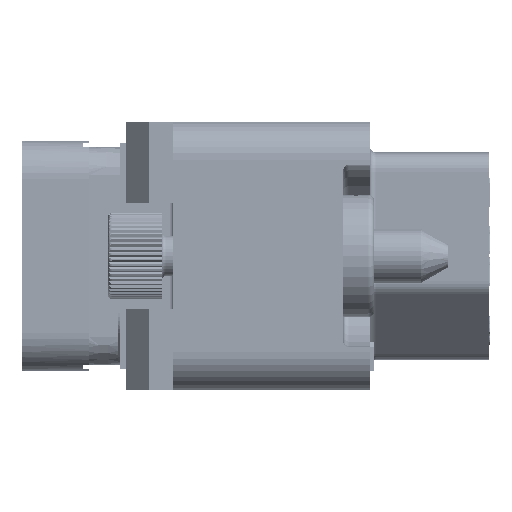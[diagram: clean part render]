
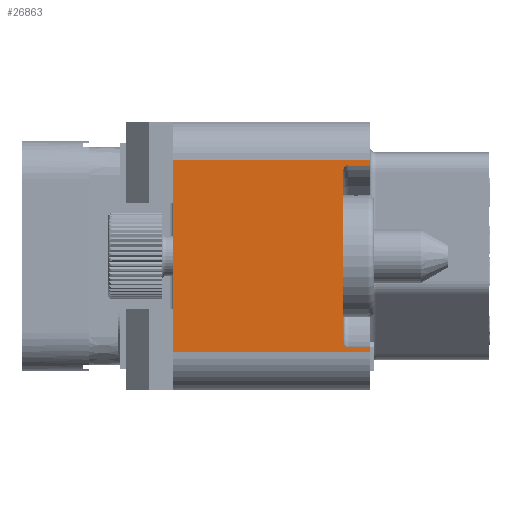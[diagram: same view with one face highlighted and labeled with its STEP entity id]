
A CAD part, left-side view. The second image highlights one B-rep face of the part: STEP entity #26863.
In plain terms, the highlighted planar face has unit normal (-1, 0, 0).
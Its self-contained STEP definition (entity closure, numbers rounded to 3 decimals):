
#1996=DIRECTION('',(0.,-1.,0.));
#1997=VECTOR('',#1996,10.25);
#1998=CARTESIAN_POINT('',(-40.,10.25,5.));
#1999=LINE('',#1998,#1997);
#2005=DIRECTION('',(0.,0.,1.));
#2006=VECTOR('',#2005,8.9);
#2007=CARTESIAN_POINT('',(-40.,1.4,-4.45));
#2008=LINE('',#2007,#2006);
#2009=DIRECTION('',(0.,1.,0.));
#2010=VECTOR('',#2009,1.1);
#2011=CARTESIAN_POINT('',(-40.,0.,-4.75));
#2012=LINE('',#2011,#2010);
#2013=DIRECTION('',(0.,0.,-1.));
#2014=VECTOR('',#2013,0.25);
#2015=CARTESIAN_POINT('',(-40.,0.,-4.75));
#2016=LINE('',#2015,#2014);
#2017=DIRECTION('',(0.,0.,-1.));
#2018=VECTOR('',#2017,0.25);
#2019=CARTESIAN_POINT('',(-40.,0.,5.));
#2020=LINE('',#2019,#2018);
#2021=DIRECTION('',(0.,1.,0.));
#2022=VECTOR('',#2021,1.1);
#2023=CARTESIAN_POINT('',(-40.,0.,4.75));
#2024=LINE('',#2023,#2022);
#2048=CARTESIAN_POINT('',(-40.,1.1,-4.45));
#2049=DIRECTION('',(1.,0.,0.));
#2050=DIRECTION('',(0.,0.,-1.));
#2051=AXIS2_PLACEMENT_3D('',#2048,#2049,#2050);
#2072=CARTESIAN_POINT('',(-40.,1.1,4.45));
#2073=DIRECTION('',(1.,0.,0.));
#2074=DIRECTION('',(0.,1.,0.));
#2075=AXIS2_PLACEMENT_3D('',#2072,#2073,#2074);
#2394=DIRECTION('',(0.,0.,-1.));
#2395=VECTOR('',#2394,10.);
#2396=CARTESIAN_POINT('',(-40.,10.25,5.));
#2397=LINE('',#2396,#2395);
#2935=DIRECTION('',(0.,1.,0.));
#2936=VECTOR('',#2935,10.25);
#2937=CARTESIAN_POINT('',(-40.,0.,-5.));
#2938=LINE('',#2937,#2936);
#20369=CARTESIAN_POINT('',(-40.,0.,5.));
#20370=VERTEX_POINT('',#20369);
#20371=CARTESIAN_POINT('',(-40.,10.25,5.));
#20372=VERTEX_POINT('',#20371);
#20377=CARTESIAN_POINT('',(-40.,10.25,-5.));
#20378=VERTEX_POINT('',#20377);
#20379=CARTESIAN_POINT('',(-40.,0.,-5.));
#20380=VERTEX_POINT('',#20379);
#20389=CARTESIAN_POINT('',(-40.,0.,-4.75));
#20391=VERTEX_POINT('',#20389);
#20395=CARTESIAN_POINT('',(-40.,0.,4.75));
#20396=VERTEX_POINT('',#20395);
#20606=CARTESIAN_POINT('',(-40.,1.4,-4.45));
#20608=VERTEX_POINT('',#20606);
#20610=CARTESIAN_POINT('',(-40.,1.1,-4.75));
#20612=VERTEX_POINT('',#20610);
#20617=CARTESIAN_POINT('',(-40.,1.4,4.45));
#20618=VERTEX_POINT('',#20617);
#20619=CARTESIAN_POINT('',(-40.,1.1,4.75));
#20620=VERTEX_POINT('',#20619);
#26839=CARTESIAN_POINT('',(-40.,0.,7.));
#26840=DIRECTION('',(-1.,0.,0.));
#26841=DIRECTION('',(0.,1.,0.));
#26842=AXIS2_PLACEMENT_3D('',#26839,#26840,#26841);
#26843=PLANE('',#26842);
#26845=ORIENTED_EDGE('',*,*,#26844,.F.);
#26847=ORIENTED_EDGE('',*,*,#26846,.F.);
#26849=ORIENTED_EDGE('',*,*,#26848,.F.);
#26850=ORIENTED_EDGE('',*,*,#26633,.T.);
#26852=ORIENTED_EDGE('',*,*,#26851,.T.);
#26854=ORIENTED_EDGE('',*,*,#26853,.F.);
#26855=ORIENTED_EDGE('',*,*,#26832,.T.);
#26856=ORIENTED_EDGE('',*,*,#26641,.T.);
#26858=ORIENTED_EDGE('',*,*,#26857,.T.);
#26860=ORIENTED_EDGE('',*,*,#26859,.F.);
#26861=EDGE_LOOP('',(#26845,#26847,#26849,#26850,#26852,#26854,#26855,#26856,
#26858,#26860));
#26862=FACE_OUTER_BOUND('',#26861,.F.);
#26863=ADVANCED_FACE('',(#26862),#26843,.T.);
#2052=CIRCLE('',#2051,0.3);
#2076=CIRCLE('',#2075,0.3);
#26633=EDGE_CURVE('',#20391,#20380,#2016,.T.);
#26641=EDGE_CURVE('',#20370,#20396,#2020,.T.);
#26832=EDGE_CURVE('',#20372,#20370,#1999,.T.);
#26844=EDGE_CURVE('',#20608,#20618,#2008,.T.);
#26846=EDGE_CURVE('',#20612,#20608,#2052,.T.);
#26848=EDGE_CURVE('',#20391,#20612,#2012,.T.);
#26851=EDGE_CURVE('',#20380,#20378,#2938,.T.);
#26853=EDGE_CURVE('',#20372,#20378,#2397,.T.);
#26857=EDGE_CURVE('',#20396,#20620,#2024,.T.);
#26859=EDGE_CURVE('',#20618,#20620,#2076,.T.);
